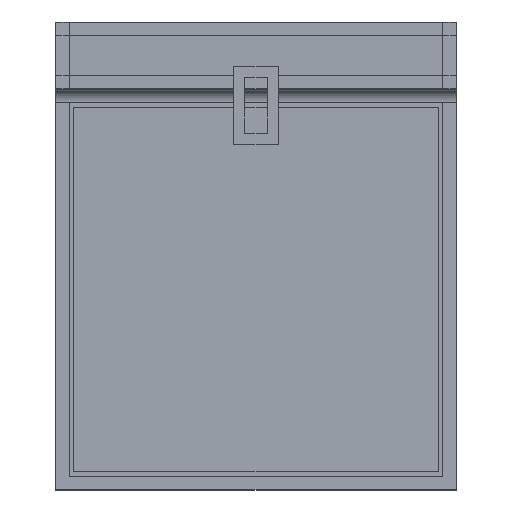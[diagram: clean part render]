
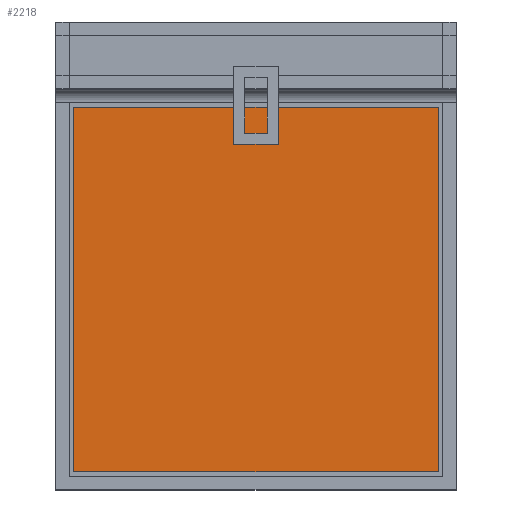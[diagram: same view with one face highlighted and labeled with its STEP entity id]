
A CAD part, top view. The second image highlights one B-rep face of the part: STEP entity #2218.
In plain terms, the highlighted planar face has unit normal (0, 0, 1).
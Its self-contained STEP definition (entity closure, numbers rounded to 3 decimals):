
#130=FACE_OUTER_BOUND('',#268,.T.);
#268=EDGE_LOOP('',(#1732,#1733,#1734,#1735));
#492=LINE('',#3357,#783);
#495=LINE('',#3362,#786);
#497=LINE('',#3366,#788);
#499=LINE('',#3369,#790);
#783=VECTOR('',#2735,10.);
#786=VECTOR('',#2740,10.);
#788=VECTOR('',#2744,10.);
#790=VECTOR('',#2748,10.);
#1011=VERTEX_POINT('',#3355);
#1012=VERTEX_POINT('',#3356);
#1013=VERTEX_POINT('',#3361);
#1014=VERTEX_POINT('',#3365);
#1264=EDGE_CURVE('',#1011,#1012,#492,.T.);
#1267=EDGE_CURVE('',#1012,#1013,#495,.T.);
#1269=EDGE_CURVE('',#1013,#1014,#497,.T.);
#1271=EDGE_CURVE('',#1014,#1011,#499,.T.);
#1732=ORIENTED_EDGE('',*,*,#1264,.T.);
#1733=ORIENTED_EDGE('',*,*,#1267,.T.);
#1734=ORIENTED_EDGE('',*,*,#1269,.T.);
#1735=ORIENTED_EDGE('',*,*,#1271,.T.);
#2093=PLANE('',#2380);
#2218=ADVANCED_FACE('',(#130),#2093,.T.);
#2380=AXIS2_PLACEMENT_3D('',#3372,#2752,#2753);
#2735=DIRECTION('',(1.,0.,0.));
#2740=DIRECTION('',(0.,1.,0.));
#2744=DIRECTION('',(-1.,0.,0.));
#2748=DIRECTION('',(0.,-1.,0.));
#2752=DIRECTION('center_axis',(0.,0.,1.));
#2753=DIRECTION('ref_axis',(1.,0.,0.));
#3355=CARTESIAN_POINT('',(258.,8.,4.));
#3356=CARTESIAN_POINT('',(422.,8.,4.));
#3357=CARTESIAN_POINT('',(381.,8.,4.));
#3361=CARTESIAN_POINT('',(422.,172.,4.));
#3362=CARTESIAN_POINT('',(422.,131.,4.));
#3365=CARTESIAN_POINT('',(258.,172.,4.));
#3366=CARTESIAN_POINT('',(299.,172.,4.));
#3369=CARTESIAN_POINT('',(258.,49.,4.));
#3372=CARTESIAN_POINT('Origin',(340.,90.,4.));
